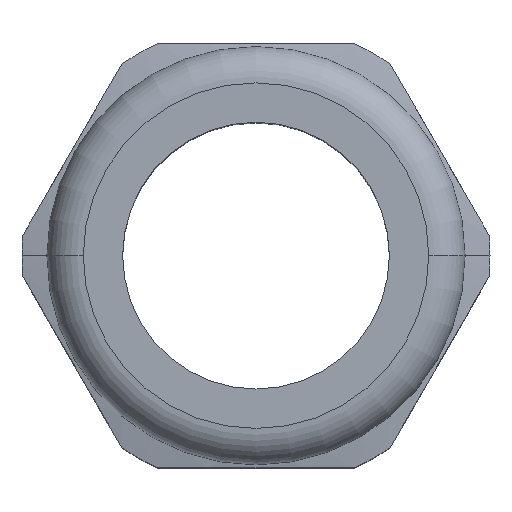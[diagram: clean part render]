
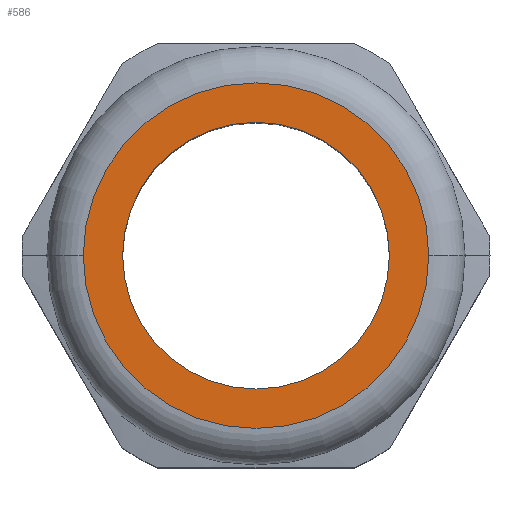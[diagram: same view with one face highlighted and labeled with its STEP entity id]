
A CAD part, top view. The second image highlights one B-rep face of the part: STEP entity #586.
In plain terms, the highlighted planar face has unit normal (0, 0, 1).
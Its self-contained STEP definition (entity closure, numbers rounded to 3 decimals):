
#13 = CARTESIAN_POINT ( 'NONE',  ( 11., 0., 34.5 ) ) ;
#143 = AXIS2_PLACEMENT_3D ( 'NONE', #251, #250, #249 ) ;
#249 = DIRECTION ( 'NONE',  ( 1., 0., 0. ) ) ;
#250 = DIRECTION ( 'NONE',  ( 0., 0., 1. ) ) ;
#251 = CARTESIAN_POINT ( 'NONE',  ( 0., 0., 34.5 ) ) ;
#453 = CIRCLE ( 'NONE', #896, 14.25 ) ;
#458 = CIRCLE ( 'NONE', #901, 11. ) ;
#459 = CIRCLE ( 'NONE', #904, 14.25 ) ;
#500 = CIRCLE ( 'NONE', #143, 11. ) ;
#539 = EDGE_CURVE ( 'NONE', #1095, #1108, #500, .T. ) ;
#586 = ADVANCED_FACE ( 'NONE', ( #873, #871 ), #1316, .T. ) ;
#632 = EDGE_CURVE ( 'NONE', #1080, #1081, #459, .T. ) ;
#633 = EDGE_CURVE ( 'NONE', #1108, #1095, #458, .T. ) ;
#639 = EDGE_CURVE ( 'NONE', #1081, #1080, #453, .T. ) ;
#719 = ORIENTED_EDGE ( 'NONE', *, *, #632, .T. ) ;
#720 = ORIENTED_EDGE ( 'NONE', *, *, #539, .F. ) ;
#722 = ORIENTED_EDGE ( 'NONE', *, *, #633, .F. ) ;
#723 = ORIENTED_EDGE ( 'NONE', *, *, #639, .T. ) ;
#869 = AXIS2_PLACEMENT_3D ( 'NONE', #1315, #1314, #1313 ) ;
#871 = FACE_OUTER_BOUND ( 'NONE', #1234, .T. ) ;
#873 = FACE_BOUND ( 'NONE', #1233, .T. ) ;
#896 = AXIS2_PLACEMENT_3D ( 'NONE', #1567, #1571, #1572 ) ;
#901 = AXIS2_PLACEMENT_3D ( 'NONE', #1552, #1553, #1554 ) ;
#904 = AXIS2_PLACEMENT_3D ( 'NONE', #1549, #1550, #1551 ) ;
#1080 = VERTEX_POINT ( 'NONE', #1620 ) ;
#1081 = VERTEX_POINT ( 'NONE', #1621 ) ;
#1095 = VERTEX_POINT ( 'NONE', #1635 ) ;
#1108 = VERTEX_POINT ( 'NONE', #13 ) ;
#1233 = EDGE_LOOP ( 'NONE', ( #722, #720 ) ) ;
#1234 = EDGE_LOOP ( 'NONE', ( #723, #719 ) ) ;
#1313 = DIRECTION ( 'NONE',  ( 1., 0., 0. ) ) ;
#1314 = DIRECTION ( 'NONE',  ( 0., 0., 1. ) ) ;
#1315 = CARTESIAN_POINT ( 'NONE',  ( 0., 0., 34.5 ) ) ;
#1316 = PLANE ( 'NONE',  #869 ) ;
#1549 = CARTESIAN_POINT ( 'NONE',  ( 0., 0., 34.5 ) ) ;
#1550 = DIRECTION ( 'NONE',  ( 0., 0., 1. ) ) ;
#1551 = DIRECTION ( 'NONE',  ( 1., 0., 0. ) ) ;
#1552 = CARTESIAN_POINT ( 'NONE',  ( 0., 0., 34.5 ) ) ;
#1553 = DIRECTION ( 'NONE',  ( 0., 0., 1. ) ) ;
#1554 = DIRECTION ( 'NONE',  ( 1., 0., 0. ) ) ;
#1567 = CARTESIAN_POINT ( 'NONE',  ( 0., 0., 34.5 ) ) ;
#1571 = DIRECTION ( 'NONE',  ( 0., 0., 1. ) ) ;
#1572 = DIRECTION ( 'NONE',  ( 1., 0., 0. ) ) ;
#1620 = CARTESIAN_POINT ( 'NONE',  ( -14.25, 0., 34.5 ) ) ;
#1621 = CARTESIAN_POINT ( 'NONE',  ( 14.25, 0., 34.5 ) ) ;
#1635 = CARTESIAN_POINT ( 'NONE',  ( -11., 0., 34.5 ) ) ;
